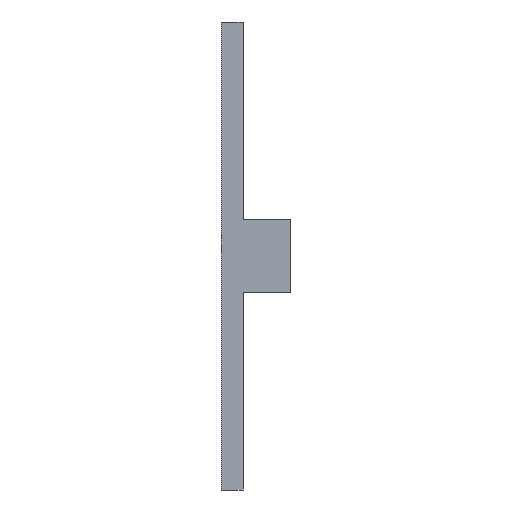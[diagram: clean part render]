
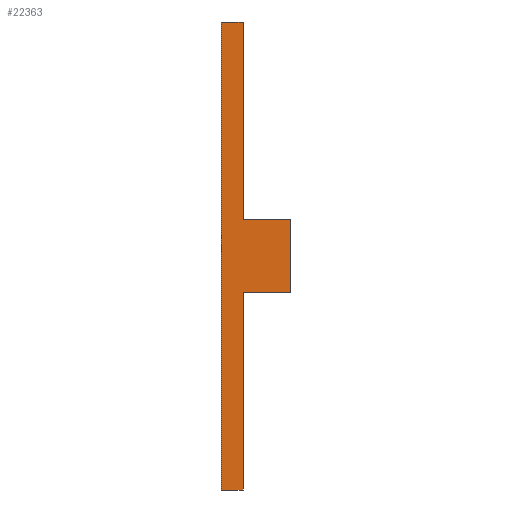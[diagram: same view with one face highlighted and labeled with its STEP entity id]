
A CAD part, front view. The second image highlights one B-rep face of the part: STEP entity #22363.
In plain terms, the highlighted planar face has unit normal (0, -1, 0).
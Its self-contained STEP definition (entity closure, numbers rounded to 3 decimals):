
#1494=FACE_OUTER_BOUND('',#2895,.T.);
#2895=EDGE_LOOP('',(#20305,#20306,#20307,#20308,#20309,#20310,#20311,#20312));
#5262=LINE('',#33441,#8305);
#5905=LINE('',#34777,#8948);
#5909=LINE('',#34785,#8952);
#5912=LINE('',#34791,#8955);
#5935=LINE('',#34869,#8978);
#5938=LINE('',#34873,#8981);
#5939=LINE('',#34875,#8982);
#5940=LINE('',#34876,#8983);
#8305=VECTOR('',#27438,10.);
#8948=VECTOR('',#28573,10.);
#8952=VECTOR('',#28579,10.);
#8955=VECTOR('',#28584,10.);
#8978=VECTOR('',#28677,10.);
#8981=VECTOR('',#28680,10.);
#8982=VECTOR('',#28683,10.);
#8983=VECTOR('',#28684,10.);
#10566=VERTEX_POINT('',#33437);
#10568=VERTEX_POINT('',#33440);
#11014=VERTEX_POINT('',#34775);
#11015=VERTEX_POINT('',#34776);
#11018=VERTEX_POINT('',#34784);
#11020=VERTEX_POINT('',#34790);
#11040=VERTEX_POINT('',#34868);
#11041=VERTEX_POINT('',#34871);
#13416=EDGE_CURVE('',#10566,#10568,#5262,.T.);
#14083=EDGE_CURVE('',#11014,#11015,#5905,.T.);
#14087=EDGE_CURVE('',#11015,#11018,#5909,.T.);
#14090=EDGE_CURVE('',#11020,#11014,#5912,.T.);
#14129=EDGE_CURVE('',#11040,#11020,#5935,.T.);
#14132=EDGE_CURVE('',#11018,#11041,#5938,.T.);
#14133=EDGE_CURVE('',#11040,#10566,#5939,.T.);
#14134=EDGE_CURVE('',#10568,#11041,#5940,.T.);
#20305=ORIENTED_EDGE('',*,*,#14133,.F.);
#20306=ORIENTED_EDGE('',*,*,#14129,.T.);
#20307=ORIENTED_EDGE('',*,*,#14090,.T.);
#20308=ORIENTED_EDGE('',*,*,#14083,.T.);
#20309=ORIENTED_EDGE('',*,*,#14087,.T.);
#20310=ORIENTED_EDGE('',*,*,#14132,.T.);
#20311=ORIENTED_EDGE('',*,*,#14134,.F.);
#20312=ORIENTED_EDGE('',*,*,#13416,.F.);
#21325=PLANE('',#23465);
#22363=ADVANCED_FACE('',(#1494),#21325,.T.);
#23465=AXIS2_PLACEMENT_3D('',#34874,#28681,#28682);
#27438=DIRECTION('',(0.,0.,1.));
#28573=DIRECTION('',(0.,0.,1.));
#28579=DIRECTION('',(-1.,0.,0.));
#28584=DIRECTION('',(1.,0.,0.));
#28677=DIRECTION('',(0.,0.,1.));
#28680=DIRECTION('',(0.,0.,1.));
#28681=DIRECTION('center_axis',(0.,-1.,0.));
#28682=DIRECTION('ref_axis',(1.,0.,0.));
#28683=DIRECTION('',(-1.,0.,0.));
#28684=DIRECTION('',(1.,0.,0.));
#33437=CARTESIAN_POINT('',(7.504,-0.845,0.));
#33440=CARTESIAN_POINT('',(7.504,-0.845,64.));
#33441=CARTESIAN_POINT('',(7.504,-0.845,0.));
#34775=CARTESIAN_POINT('',(17.004,-0.845,27.));
#34776=CARTESIAN_POINT('',(17.004,-0.845,37.));
#34777=CARTESIAN_POINT('',(17.004,-0.845,27.));
#34784=CARTESIAN_POINT('',(10.504,-0.845,37.));
#34785=CARTESIAN_POINT('',(17.004,-0.845,37.));
#34790=CARTESIAN_POINT('',(10.504,-0.845,27.));
#34791=CARTESIAN_POINT('',(10.504,-0.845,27.));
#34868=CARTESIAN_POINT('',(10.504,-0.845,0.));
#34869=CARTESIAN_POINT('',(10.504,-0.845,0.));
#34871=CARTESIAN_POINT('',(10.504,-0.845,64.));
#34873=CARTESIAN_POINT('',(10.504,-0.845,0.));
#34874=CARTESIAN_POINT('Origin',(7.504,-0.845,0.));
#34875=CARTESIAN_POINT('',(10.504,-0.845,0.));
#34876=CARTESIAN_POINT('',(10.504,-0.845,64.));
